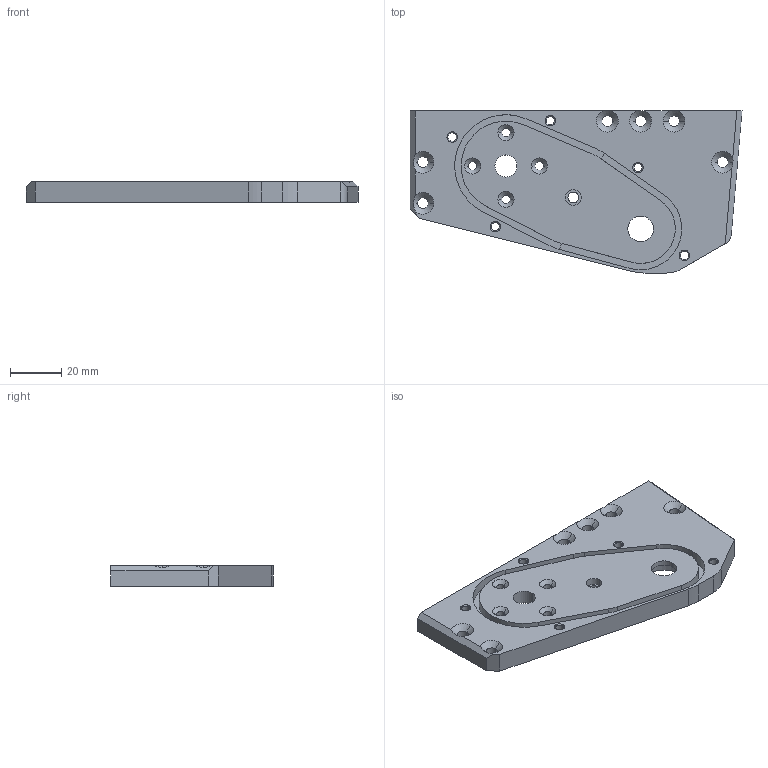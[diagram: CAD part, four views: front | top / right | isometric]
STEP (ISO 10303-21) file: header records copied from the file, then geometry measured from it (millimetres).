
FILE_DESCRIPTION (( 'STEP AP214' ), '1' );
FILE_NAME ('ALTI_USI_02-support moteurV1.3.STEP', '2020-04-30T16:46:10', ( '' ), ( '' ), 'SwSTEP 2.0', 'SolidWorks 2016', '' );
FILE_SCHEMA (( 'AUTOMOTIVE_DESIGN' ));
Length unit declared in the file: millimetre
Products named in the file (1): ALTI_USI_02-support moteurV1.3
Bounding box: 129.52 x 63.25 x 8 mm (x, y, z)
Volume: 46646.3 mm3; surface area: 20493.8 mm2
Topology: 1 solids, 1 shells, 116 faces, 310 edges, 196 vertices
Faces by surface type: cylinder 59, cone 30, plane 27
Entity records: 3934 total; most frequent: CARTESIAN_POINT 691, DIRECTION 685, ORIENTED_EDGE 620, EDGE_CURVE 310, AXIS2_PLACEMENT_3D 268, VERTEX_POINT 196, EDGE_LOOP 152, CIRCLE 151
